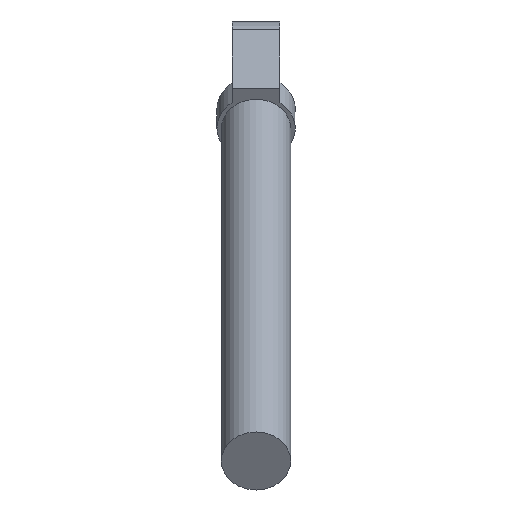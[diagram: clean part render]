
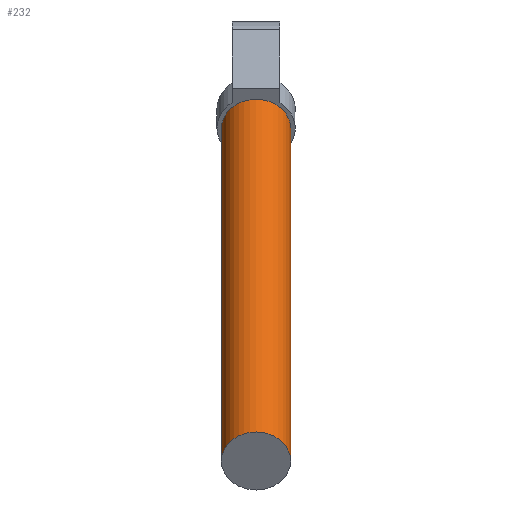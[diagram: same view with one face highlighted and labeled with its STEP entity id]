
A CAD part, top view. The second image highlights one B-rep face of the part: STEP entity #232.
In plain terms, the highlighted cylindrical face has radius 72.5 mm (diameter 145 mm), a partial arc.
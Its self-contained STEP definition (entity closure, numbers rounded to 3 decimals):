
#8 = EDGE_CURVE ( 'NONE', #665, #283, #263, .T. ) ;
#30 = CARTESIAN_POINT ( 'NONE',  ( -450., 2526.393, 3650. ) ) ;
#44 = EDGE_CURVE ( 'NONE', #104, #617, #431, .T. ) ;
#67 = DIRECTION ( 'NONE',  ( 1., 0., 0. ) ) ;
#86 = CYLINDRICAL_SURFACE ( 'NONE', #499, 72.5 ) ;
#97 = DIRECTION ( 'NONE',  ( 0., 0., 1. ) ) ;
#104 = VERTEX_POINT ( 'NONE', #127 ) ;
#107 = LINE ( 'NONE', #604, #591 ) ;
#127 = CARTESIAN_POINT ( 'NONE',  ( -522.5, 2526.393, 3650. ) ) ;
#132 = AXIS2_PLACEMENT_3D ( 'NONE', #574, #297, #586 ) ;
#141 = CARTESIAN_POINT ( 'NONE',  ( -450., 2526.393, 3650. ) ) ;
#148 = CARTESIAN_POINT ( 'NONE',  ( -522.5, 2526.393, 4925. ) ) ;
#151 = LINE ( 'NONE', #381, #524 ) ;
#163 = EDGE_LOOP ( 'NONE', ( #607, #165, #415, #448 ) ) ;
#165 = ORIENTED_EDGE ( 'NONE', *, *, #44, .T. ) ;
#232 = ADVANCED_FACE ( 'NONE', ( #266 ), #86, .T. ) ;
#263 = CIRCLE ( 'NONE', #132, 72.5 ) ;
#266 = FACE_OUTER_BOUND ( 'NONE', #163, .T. ) ;
#276 = AXIS2_PLACEMENT_3D ( 'NONE', #30, #426, #67 ) ;
#283 = VERTEX_POINT ( 'NONE', #148 ) ;
#297 = DIRECTION ( 'NONE',  ( 0., 0., -1. ) ) ;
#314 = EDGE_CURVE ( 'NONE', #104, #283, #151, .T. ) ;
#325 = DIRECTION ( 'NONE',  ( 0., 0., 1. ) ) ;
#368 = DIRECTION ( 'NONE',  ( 1., 0., 0. ) ) ;
#381 = CARTESIAN_POINT ( 'NONE',  ( -522.5, 2526.393, 3650. ) ) ;
#395 = DIRECTION ( 'NONE',  ( 0., 0., 1. ) ) ;
#415 = ORIENTED_EDGE ( 'NONE', *, *, #441, .T. ) ;
#426 = DIRECTION ( 'NONE',  ( 0., 0., 1. ) ) ;
#431 = CIRCLE ( 'NONE', #276, 72.5 ) ;
#441 = EDGE_CURVE ( 'NONE', #617, #665, #107, .T. ) ;
#448 = ORIENTED_EDGE ( 'NONE', *, *, #8, .T. ) ;
#499 = AXIS2_PLACEMENT_3D ( 'NONE', #141, #97, #368 ) ;
#524 = VECTOR ( 'NONE', #325, 1000. ) ;
#549 = CARTESIAN_POINT ( 'NONE',  ( -377.5, 2526.393, 4925. ) ) ;
#574 = CARTESIAN_POINT ( 'NONE',  ( -450., 2526.393, 4925. ) ) ;
#586 = DIRECTION ( 'NONE',  ( -1., 0., 0. ) ) ;
#591 = VECTOR ( 'NONE', #395, 1000. ) ;
#604 = CARTESIAN_POINT ( 'NONE',  ( -377.5, 2526.393, 3650. ) ) ;
#607 = ORIENTED_EDGE ( 'NONE', *, *, #314, .F. ) ;
#617 = VERTEX_POINT ( 'NONE', #672 ) ;
#665 = VERTEX_POINT ( 'NONE', #549 ) ;
#672 = CARTESIAN_POINT ( 'NONE',  ( -377.5, 2526.393, 3650. ) ) ;
